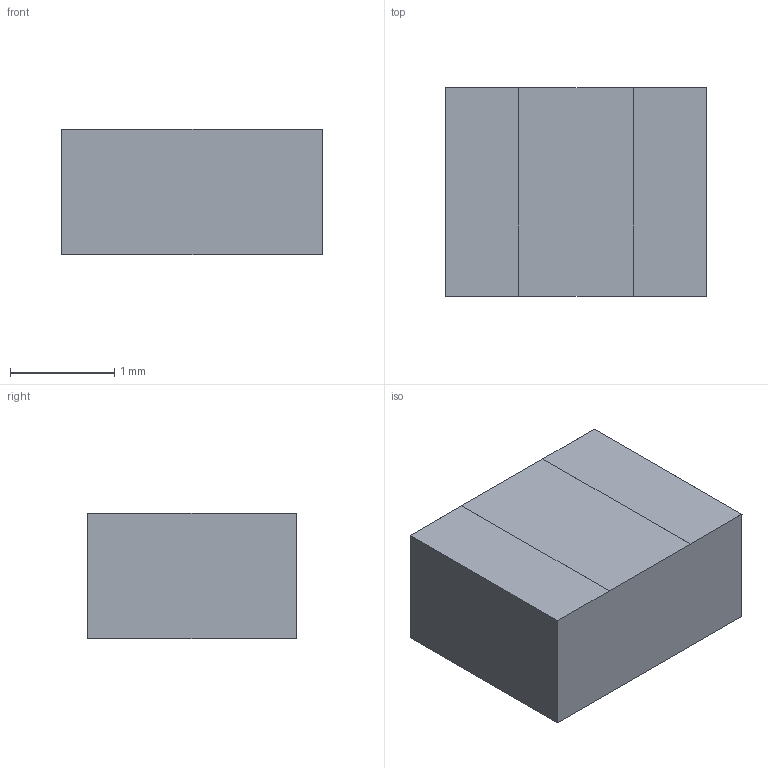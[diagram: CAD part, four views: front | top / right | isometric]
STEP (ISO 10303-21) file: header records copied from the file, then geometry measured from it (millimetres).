
FILE_DESCRIPTION(/* description */ ('Unknown'),/* implementation_level */ '2;1');
FILE_NAME(/* name */ 'IndMAIA_2512HT',/* time_stamp */ '2024-06-19T07:33:30+02:00',/* author */ ('Unknown'),/* organization */ ('Unknown'),/* preprocessor_version */ 'ST-DEVELOPER v19.4',/* originating_system */ 'Solid Edge',/* authorisation */ 'Unknown');
FILE_SCHEMA (('AUTOMOTIVE_DESIGN {1 0 10303 214 3 1 1}'));
Length unit declared in the file: millimetre
Products named in the file (3): WE-IndMAIA_SSMC-25xx; body_SSMC_25xx; land_pattern_SSMC_25xx
Assembly tree (3 placements, depth 2):
  WE-IndMAIA_SSMC-25xx
    body_SSMC_25xx
    land_pattern_SSMC_25xx  x2
Bounding box: 2.5 x 2 x 1.2 mm (x, y, z)
Volume: 6 mm3; surface area: 26.4 mm2
Topology: 3 solids, 3 shells, 22 faces, 48 edges, 32 vertices
Faces by surface type: plane 22
Entity records: 524 total; most frequent: CARTESIAN_POINT 80, DIRECTION 76, ORIENTED_EDGE 72, EDGE_CURVE 36, LINE 36, VECTOR 36, VERTEX_POINT 24, AXIS2_PLACEMENT_3D 20
